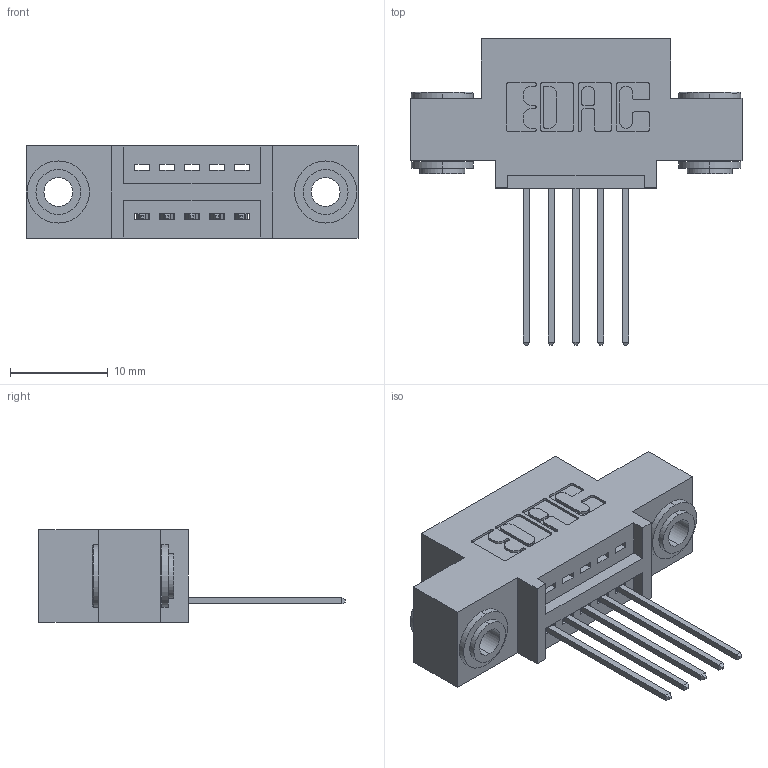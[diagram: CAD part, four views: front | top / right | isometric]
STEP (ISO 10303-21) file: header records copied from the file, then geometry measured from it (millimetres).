
FILE_DESCRIPTION (( 'STEP AP203' ), '1' );
FILE_NAME ('345-005-542-403.STEP', '2018-08-16T22:16:17', ( '' ), ( '' ), 'SwSTEP 2.0', 'SolidWorks 2016', '' );
FILE_SCHEMA (( 'CONFIG_CONTROL_DESIGN' ));
Length unit declared in the file: inch
Products named in the file (4): 345-005-542-403; 345 Part_0.110 Offset - 0.156 Dia-TH; 345-292-001_345-293-142; 345-250-002_345-250-002-102
Assembly tree (8 placements, depth 2):
  345-005-542-403
    345 Part_0.110 Offset - 0.156 Dia-TH
    345-292-001_345-293-142  x5
    345-250-002_345-250-002-102  x2
Bounding box: 33.91 x 31.29 x 9.4 mm (x, y, z)
Volume: 2874.8 mm3; surface area: 3684.2 mm2
Topology: 8 solids, 8 shells, 458 faces, 1309 edges, 862 vertices
Faces by surface type: plane 294, cylinder 156, cone 8
Entity records: 9544 total; most frequent: CARTESIAN_POINT 1634, ORIENTED_EDGE 1566, DIRECTION 1511, EDGE_CURVE 783, LINE 607, VECTOR 607, VERTEX_POINT 518, AXIS2_PLACEMENT_3D 452
